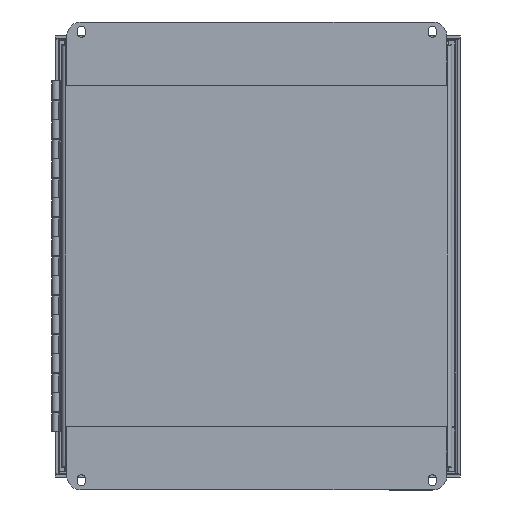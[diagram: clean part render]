
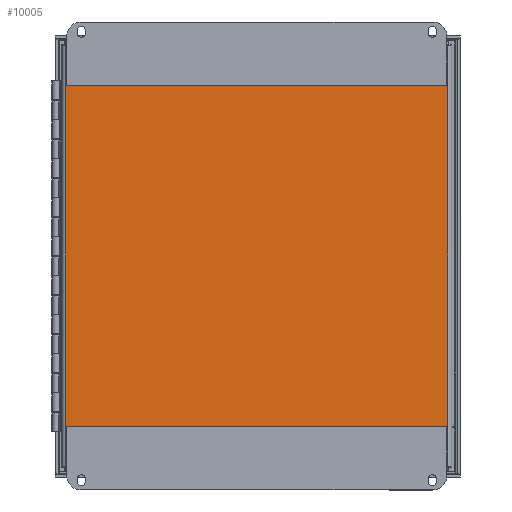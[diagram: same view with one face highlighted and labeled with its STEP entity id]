
A CAD part, top view. The second image highlights one B-rep face of the part: STEP entity #10005.
In plain terms, the highlighted face is planar.
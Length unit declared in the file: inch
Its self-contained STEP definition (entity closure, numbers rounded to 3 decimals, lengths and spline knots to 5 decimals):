
#1185=FACE_OUTER_BOUND('',#1758,.T.);
#1758=EDGE_LOOP('',(#7825,#7826,#7827,#7828));
#2717=LINE('',#15683,#3671);
#2722=LINE('',#15762,#3676);
#2727=LINE('',#15841,#3681);
#2732=LINE('',#15919,#3686);
#3671=VECTOR('',#12504,9.7895);
#3676=VECTOR('',#12515,10.7895);
#3681=VECTOR('',#12528,10.7895);
#3686=VECTOR('',#12541,9.7895);
#4498=VERTEX_POINT('',#15674);
#4499=VERTEX_POINT('',#15682);
#4502=VERTEX_POINT('',#15761);
#4504=VERTEX_POINT('',#15833);
#5661=EDGE_CURVE('',#4499,#4498,#2717,.T.);
#5670=EDGE_CURVE('',#4502,#4499,#2722,.T.);
#5679=EDGE_CURVE('',#4498,#4504,#2727,.T.);
#5688=EDGE_CURVE('',#4504,#4502,#2732,.T.);
#7825=ORIENTED_EDGE('',*,*,#5661,.T.);
#7826=ORIENTED_EDGE('',*,*,#5679,.T.);
#7827=ORIENTED_EDGE('',*,*,#5688,.T.);
#7828=ORIENTED_EDGE('',*,*,#5670,.T.);
#9164=PLANE('',#10656);
#10005=ADVANCED_FACE('',(#1185),#9164,.F.);
#10656=AXIS2_PLACEMENT_3D('',#15986,#12550,#12551);
#12504=DIRECTION('',(-1.,0.,0.));
#12515=DIRECTION('',(0.,-1.,0.));
#12528=DIRECTION('',(0.,1.,0.));
#12541=DIRECTION('',(1.,0.,0.));
#12550=DIRECTION('center_axis',(0.,0.,1.));
#12551=DIRECTION('ref_axis',(1.,0.,0.));
#15674=CARTESIAN_POINT('',(0.10525,0.10525,0.));
#15682=CARTESIAN_POINT('',(9.89475,0.10525,0.));
#15683=CARTESIAN_POINT('',(7.44738,0.10525,0.));
#15761=CARTESIAN_POINT('',(9.89475,10.89475,0.));
#15762=CARTESIAN_POINT('',(9.89475,8.19738,0.));
#15833=CARTESIAN_POINT('',(0.10525,10.89475,0.));
#15841=CARTESIAN_POINT('',(0.10525,2.80263,0.));
#15919=CARTESIAN_POINT('',(2.55263,10.89475,0.));
#15986=CARTESIAN_POINT('Origin',(5.,5.5,0.));
